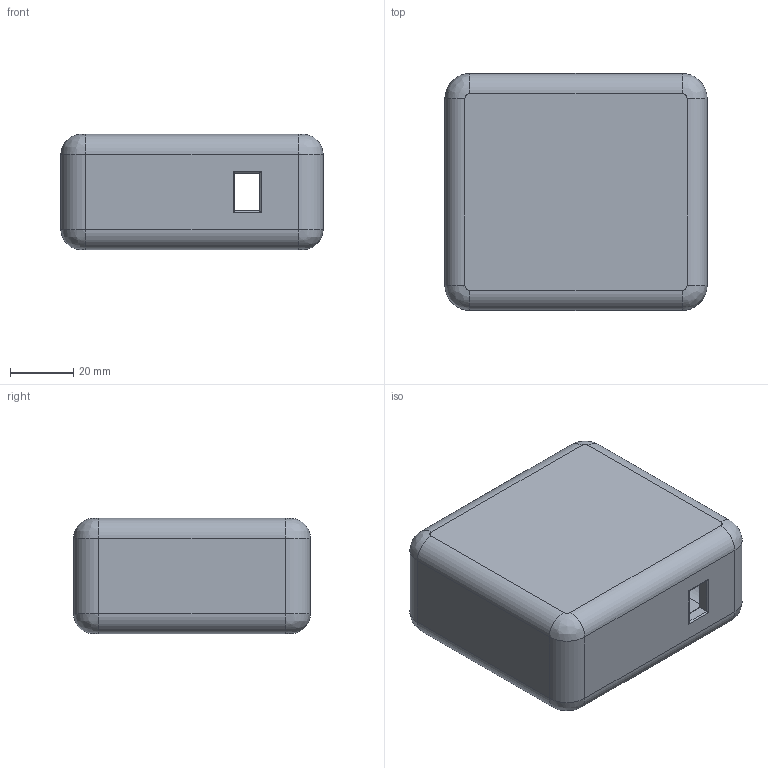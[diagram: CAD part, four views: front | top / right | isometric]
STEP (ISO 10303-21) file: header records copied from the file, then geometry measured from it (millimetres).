
FILE_DESCRIPTION(/* description */ (''),/* implementation_level */ '2;1');
FILE_NAME(/* name */ 'macbook charger pt v2.step',/* time_stamp */ '2023-12-21T01:38:33-08:00',/* author */ (''),/* organization */ (''),/* preprocessor_version */ 'ST-DEVELOPER v20',/* originating_system */ 'Autodesk Translation Framework v12.14.0.127',/* authorisation */ '');
FILE_SCHEMA (('AUTOMOTIVE_DESIGN { 1 0 10303 214 3 1 1 }'));
Length unit declared in the file: millimetre
Products named in the file (1): #Quick Miscs
Bounding box: 83 x 75 x 36.5 mm (x, y, z)
Volume: 80324 mm3; surface area: 37159.8 mm2
Topology: 1 solids, 1 shells, 69 faces, 161 edges, 94 vertices
Faces by surface type: cylinder 33, plane 20, bspline 16
Entity records: 2059 total; most frequent: CARTESIAN_POINT 453, DIRECTION 345, ORIENTED_EDGE 322, EDGE_CURVE 161, AXIS2_PLACEMENT_3D 130, VERTEX_POINT 94, LINE 85, VECTOR 85
